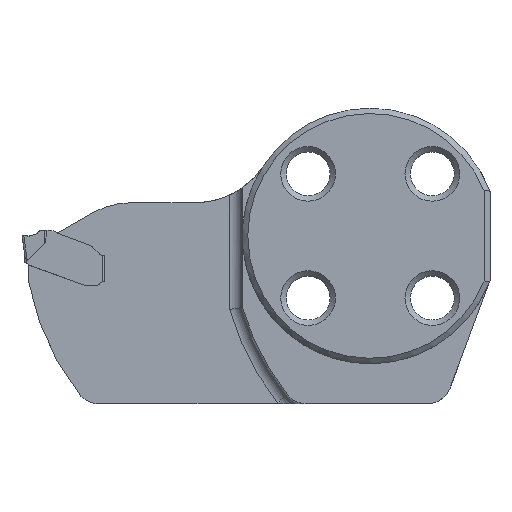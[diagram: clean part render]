
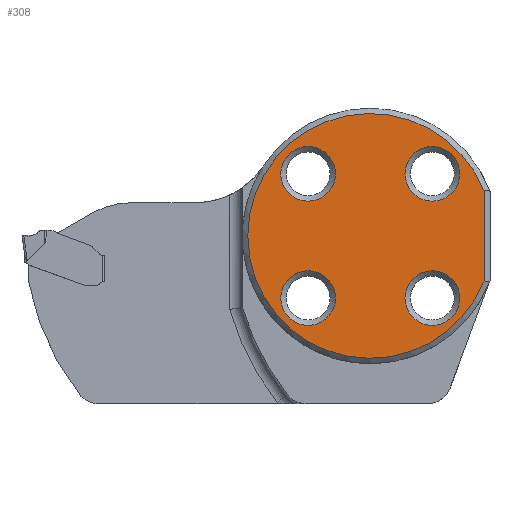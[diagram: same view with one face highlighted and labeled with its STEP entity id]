
A CAD part, top view. The second image highlights one B-rep face of the part: STEP entity #308.
In plain terms, the highlighted planar face has unit normal (0, 0, 1).
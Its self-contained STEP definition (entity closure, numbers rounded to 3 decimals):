
#184=FACE_BOUND('',#541,.T.);
#185=FACE_BOUND('',#542,.T.);
#186=FACE_BOUND('',#543,.T.);
#187=FACE_BOUND('',#544,.T.);
#188=FACE_BOUND('',#545,.T.);
#254=CIRCLE('',#2051,3.425);
#255=CIRCLE('',#2052,3.425);
#256=CIRCLE('',#2053,3.425);
#257=CIRCLE('',#2054,3.425);
#258=CIRCLE('',#2055,15.325);
#308=ADVANCED_FACE('',(#184,#185,#186,#187,#188),#410,.F.);
#410=PLANE('',#2056);
#541=EDGE_LOOP('',(#777));
#542=EDGE_LOOP('',(#778));
#543=EDGE_LOOP('',(#779));
#544=EDGE_LOOP('',(#780));
#545=EDGE_LOOP('',(#781,#782));
#777=ORIENTED_EDGE('',*,*,#1471,.F.);
#778=ORIENTED_EDGE('',*,*,#1472,.T.);
#779=ORIENTED_EDGE('',*,*,#1473,.T.);
#780=ORIENTED_EDGE('',*,*,#1474,.F.);
#781=ORIENTED_EDGE('',*,*,#1475,.F.);
#782=ORIENTED_EDGE('',*,*,#1476,.F.);
#1285=VERTEX_POINT('',#2951);
#1286=VERTEX_POINT('',#2953);
#1287=VERTEX_POINT('',#2955);
#1288=VERTEX_POINT('',#2957);
#1289=VERTEX_POINT('',#2959);
#1290=VERTEX_POINT('',#2960);
#1471=EDGE_CURVE('',#1285,#1285,#254,.T.);
#1472=EDGE_CURVE('',#1286,#1286,#255,.T.);
#1473=EDGE_CURVE('',#1287,#1287,#256,.T.);
#1474=EDGE_CURVE('',#1288,#1288,#257,.T.);
#1475=EDGE_CURVE('',#1289,#1290,#1690,.T.);
#1476=EDGE_CURVE('',#1290,#1289,#258,.T.);
#1690=LINE('',#2958,#1822);
#1822=VECTOR('',#2350,1.);
#2051=AXIS2_PLACEMENT_3D('',#2950,#2342,#2343);
#2052=AXIS2_PLACEMENT_3D('',#2952,#2344,#2345);
#2053=AXIS2_PLACEMENT_3D('',#2954,#2346,#2347);
#2054=AXIS2_PLACEMENT_3D('',#2956,#2348,#2349);
#2055=AXIS2_PLACEMENT_3D('',#2961,#2351,#2352);
#2056=AXIS2_PLACEMENT_3D('',#2962,#2353,#2354);
#2342=DIRECTION('',(0.,0.,1.));
#2343=DIRECTION('',(-1.,0.,0.));
#2344=DIRECTION('',(0.,0.,-1.));
#2345=DIRECTION('',(-1.,0.,0.));
#2346=DIRECTION('',(0.,0.,-1.));
#2347=DIRECTION('',(-1.,0.,0.));
#2348=DIRECTION('',(0.,0.,1.));
#2349=DIRECTION('',(-1.,0.,0.));
#2350=DIRECTION('',(0.,-1.,0.));
#2351=DIRECTION('',(0.,0.,-1.));
#2352=DIRECTION('',(-1.,0.,0.));
#2353=DIRECTION('',(0.,0.,-1.));
#2354=DIRECTION('',(-1.,0.,0.));
#2950=CARTESIAN_POINT('',(-7.778,7.778,0.));
#2951=CARTESIAN_POINT('',(-11.203,7.778,0.));
#2952=CARTESIAN_POINT('',(-7.778,-7.778,0.));
#2953=CARTESIAN_POINT('',(-11.203,-7.778,0.));
#2954=CARTESIAN_POINT('',(7.778,7.778,0.));
#2955=CARTESIAN_POINT('',(4.353,7.778,0.));
#2956=CARTESIAN_POINT('',(7.778,-7.778,0.));
#2957=CARTESIAN_POINT('',(4.353,-7.778,0.));
#2958=CARTESIAN_POINT('',(14.25,0.,0.));
#2959=CARTESIAN_POINT('',(14.25,5.639,0.));
#2960=CARTESIAN_POINT('',(14.25,-5.639,0.));
#2961=CARTESIAN_POINT('',(0.,0.,0.));
#2962=CARTESIAN_POINT('',(0.,0.,0.));
